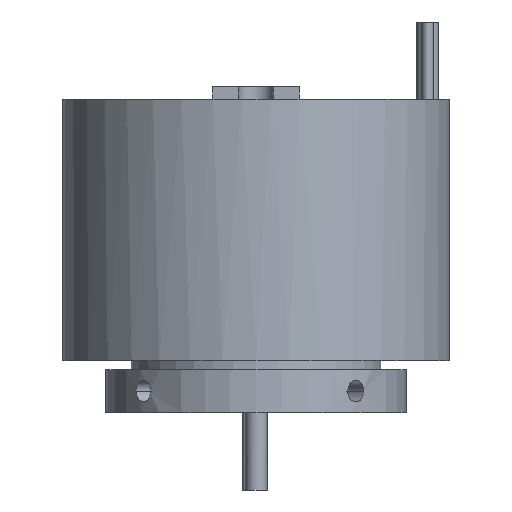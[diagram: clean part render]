
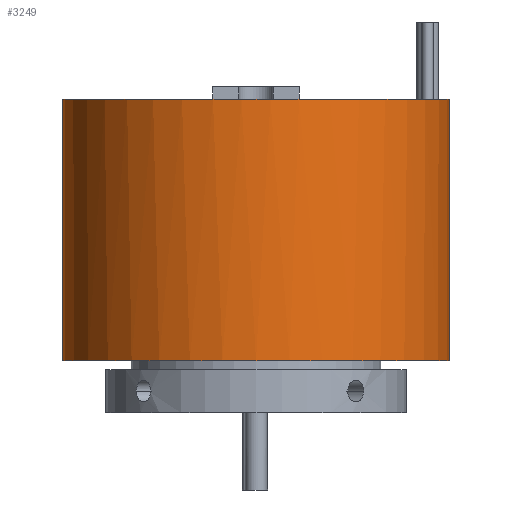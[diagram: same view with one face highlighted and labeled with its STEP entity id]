
A CAD part, front view. The second image highlights one B-rep face of the part: STEP entity #3249.
In plain terms, the highlighted cylindrical face has radius 22.5 mm (diameter 45 mm), a partial arc.
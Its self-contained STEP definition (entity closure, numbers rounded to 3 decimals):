
#36 = EDGE_CURVE ( 'NONE', #4013, #2961, #3880, .T. ) ;
#51 = CARTESIAN_POINT ( 'NONE',  ( 0., 0., 36.4 ) ) ;
#199 = EDGE_CURVE ( 'NONE', #1411, #4013, #587, .T. ) ;
#329 = FACE_OUTER_BOUND ( 'NONE', #3020, .T. ) ;
#393 = EDGE_CURVE ( 'NONE', #1817, #4106, #3980, .T. ) ;
#518 = ORIENTED_EDGE ( 'NONE', *, *, #199, .T. ) ;
#587 = LINE ( 'NONE', #2918, #4034 ) ;
#671 = ORIENTED_EDGE ( 'NONE', *, *, #826, .F. ) ;
#679 = CARTESIAN_POINT ( 'NONE',  ( 0., 0., 6. ) ) ;
#826 = EDGE_CURVE ( 'NONE', #3725, #1817, #2374, .T. ) ;
#988 = LINE ( 'NONE', #2746, #3242 ) ;
#1137 = CYLINDRICAL_SURFACE ( 'NONE', #3829, 22.5 ) ;
#1225 = CARTESIAN_POINT ( 'NONE',  ( -5., -21.937, 36.4 ) ) ;
#1289 = ORIENTED_EDGE ( 'NONE', *, *, #3849, .F. ) ;
#1299 = CARTESIAN_POINT ( 'NONE',  ( 0., 0., 36.4 ) ) ;
#1411 = VERTEX_POINT ( 'NONE', #3621 ) ;
#1414 = DIRECTION ( 'NONE',  ( 0., 0., -1. ) ) ;
#1520 = CARTESIAN_POINT ( 'NONE',  ( 22.5, 0., 6. ) ) ;
#1566 = CARTESIAN_POINT ( 'NONE',  ( 0., 0., 36.4 ) ) ;
#1601 = CARTESIAN_POINT ( 'NONE',  ( 0., 0., 36.4 ) ) ;
#1700 = AXIS2_PLACEMENT_3D ( 'NONE', #1566, #4104, #2198 ) ;
#1753 = CARTESIAN_POINT ( 'NONE',  ( 22.5, 0., 36.4 ) ) ;
#1817 = VERTEX_POINT ( 'NONE', #3817 ) ;
#1888 = DIRECTION ( 'NONE',  ( 1., 0., 0. ) ) ;
#1908 = DIRECTION ( 'NONE',  ( 1., 0., 0. ) ) ;
#1995 = CARTESIAN_POINT ( 'NONE',  ( -22.5, 0., 6. ) ) ;
#2115 = ORIENTED_EDGE ( 'NONE', *, *, #36, .T. ) ;
#2198 = DIRECTION ( 'NONE',  ( 1., 0., 0. ) ) ;
#2256 = DIRECTION ( 'NONE',  ( -1., 0., 0. ) ) ;
#2261 = EDGE_CURVE ( 'NONE', #4106, #2961, #988, .T. ) ;
#2351 = ORIENTED_EDGE ( 'NONE', *, *, #393, .F. ) ;
#2374 = CIRCLE ( 'NONE', #1700, 22.5 ) ;
#2746 = CARTESIAN_POINT ( 'NONE',  ( 22.5, 0., 36.4 ) ) ;
#2918 = CARTESIAN_POINT ( 'NONE',  ( -22.5, 0., 36.4 ) ) ;
#2961 = VERTEX_POINT ( 'NONE', #1520 ) ;
#3020 = EDGE_LOOP ( 'NONE', ( #3038, #2351, #671, #1289, #518, #2115 ) ) ;
#3038 = ORIENTED_EDGE ( 'NONE', *, *, #2261, .F. ) ;
#3072 = DIRECTION ( 'NONE',  ( 0., 0., -1. ) ) ;
#3086 = DIRECTION ( 'NONE',  ( 0., 0., 1. ) ) ;
#3224 = DIRECTION ( 'NONE',  ( 0., 0., -1. ) ) ;
#3242 = VECTOR ( 'NONE', #3072, 1000. ) ;
#3244 = AXIS2_PLACEMENT_3D ( 'NONE', #1601, #3818, #1908 ) ;
#3249 = ADVANCED_FACE ( 'NONE', ( #329 ), #1137, .T. ) ;
#3278 = CIRCLE ( 'NONE', #3244, 22.5 ) ;
#3550 = DIRECTION ( 'NONE',  ( 0., 0., 1. ) ) ;
#3584 = AXIS2_PLACEMENT_3D ( 'NONE', #679, #3086, #3935 ) ;
#3621 = CARTESIAN_POINT ( 'NONE',  ( -22.5, 0., 36.4 ) ) ;
#3648 = AXIS2_PLACEMENT_3D ( 'NONE', #51, #3550, #1888 ) ;
#3725 = VERTEX_POINT ( 'NONE', #1225 ) ;
#3817 = CARTESIAN_POINT ( 'NONE',  ( 5., -21.937, 36.4 ) ) ;
#3818 = DIRECTION ( 'NONE',  ( 0., 0., 1. ) ) ;
#3829 = AXIS2_PLACEMENT_3D ( 'NONE', #1299, #3224, #2256 ) ;
#3849 = EDGE_CURVE ( 'NONE', #1411, #3725, #3278, .T. ) ;
#3880 = CIRCLE ( 'NONE', #3584, 22.5 ) ;
#3935 = DIRECTION ( 'NONE',  ( 1., 0., 0. ) ) ;
#3980 = CIRCLE ( 'NONE', #3648, 22.5 ) ;
#4013 = VERTEX_POINT ( 'NONE', #1995 ) ;
#4034 = VECTOR ( 'NONE', #1414, 1000. ) ;
#4104 = DIRECTION ( 'NONE',  ( 0., 0., 1. ) ) ;
#4106 = VERTEX_POINT ( 'NONE', #1753 ) ;
